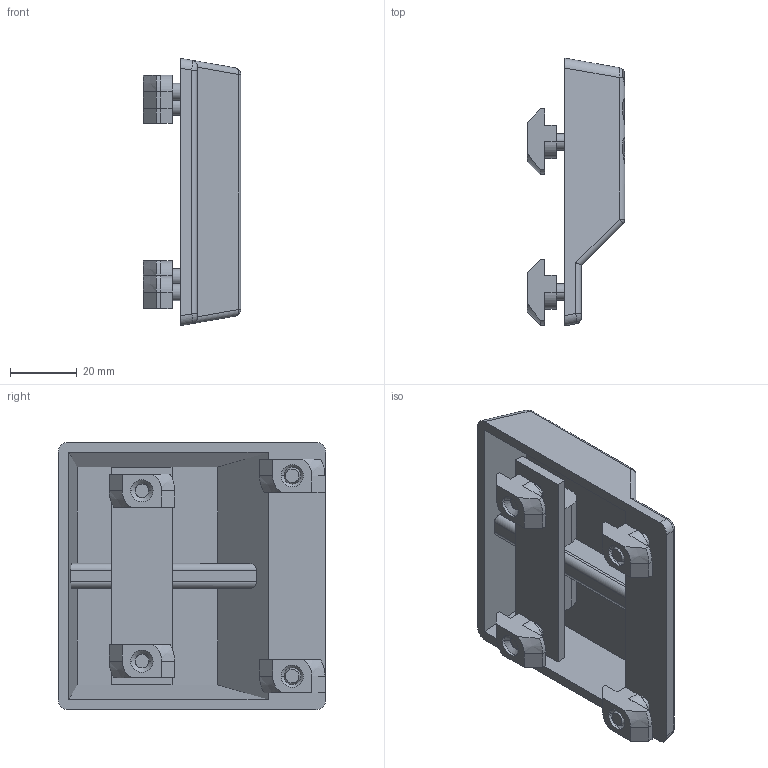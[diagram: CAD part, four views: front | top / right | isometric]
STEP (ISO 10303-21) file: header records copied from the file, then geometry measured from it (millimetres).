
FILE_DESCRIPTION(('STEP AP214'),'1');
FILE_NAME('cctmp_E60BB452-1B34-43FC-AB57-958E55319F83_2021_10_29_17_41_39_0974..stp','2021-10-29T15:41:40',('Bosch Rexroth AG'),('CADClick - www.CADClick.com'),'Spatial InterOp 3D',' ','unknown authorization - (Healing Option Enabled)');
FILE_SCHEMA(('AUTOMOTIVE_DESIGN'));
Length unit declared in the file: millimetre
Products named in the file (1): 1
Bounding box: 29.2 x 80 x 80 mm (x, y, z)
Volume: 44617 mm3; surface area: 27957.3 mm2
Topology: 5 solids, 5 shells, 265 faces, 670 edges, 419 vertices
Faces by surface type: plane 117, cylinder 89, cone 40, sphere 11, torus 4, bspline 4
Entity records: 13368 total; most frequent: CARTESIAN_POINT 4771, DIRECTION 1362, ORIENTED_EDGE 1318, EDGE_CURVE 659, AXIS2_PLACEMENT_3D 480, VERTEX_POINT 419, LINE 402, VECTOR 402
